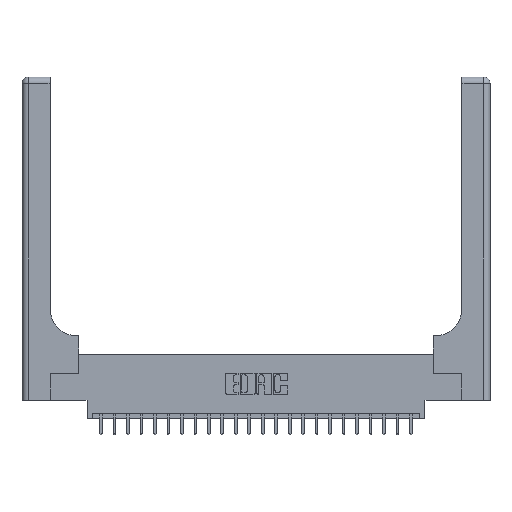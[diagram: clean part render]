
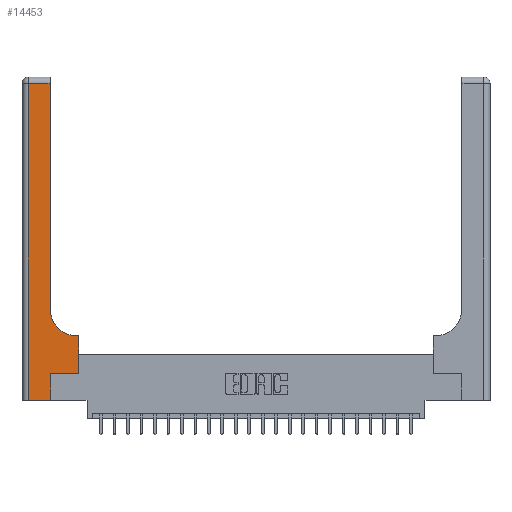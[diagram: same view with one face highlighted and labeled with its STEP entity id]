
A CAD part, top view. The second image highlights one B-rep face of the part: STEP entity #14453.
In plain terms, the highlighted planar face has unit normal (0, 0, 1).
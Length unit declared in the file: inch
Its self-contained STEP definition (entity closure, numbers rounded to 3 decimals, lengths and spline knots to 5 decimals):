
#74 = VERTEX_POINT ( 'NONE', #19683 ) ;
#118 = VECTOR ( 'NONE', #16163, 39.37008 ) ;
#183 = VERTEX_POINT ( 'NONE', #15846 ) ;
#281 = ORIENTED_EDGE ( 'NONE', *, *, #2016, .T. ) ;
#459 = CARTESIAN_POINT ( 'NONE',  ( 0.51, 0.6, 0.37 ) ) ;
#982 = LINE ( 'NONE', #6485, #15097 ) ;
#1593 = CARTESIAN_POINT ( 'NONE',  ( 0.26, 2.94, 0.37 ) ) ;
#2016 = EDGE_CURVE ( 'NONE', #19109, #9488, #2127, .T. ) ;
#2127 = LINE ( 'NONE', #10716, #11364 ) ;
#2356 = EDGE_CURVE ( 'NONE', #18256, #18124, #982, .T. ) ;
#2478 = AXIS2_PLACEMENT_3D ( 'NONE', #15434, #4457, #17200 ) ;
#2707 = LINE ( 'NONE', #5562, #16179 ) ;
#3096 = ORIENTED_EDGE ( 'NONE', *, *, #7636, .T. ) ;
#3403 = DIRECTION ( 'NONE',  ( 0., 1., 0. ) ) ;
#4111 = EDGE_LOOP ( 'NONE', ( #281, #13547, #4703, #7250, #5153, #14629, #14401, #3096, #8087 ) ) ;
#4229 = EDGE_CURVE ( 'NONE', #5389, #74, #13578, .T. ) ;
#4457 = DIRECTION ( 'NONE',  ( 0., 0., -1. ) ) ;
#4703 = ORIENTED_EDGE ( 'NONE', *, *, #11592, .T. ) ;
#4860 = VECTOR ( 'NONE', #9008, 39.37008 ) ;
#5153 = ORIENTED_EDGE ( 'NONE', *, *, #10205, .T. ) ;
#5167 = DIRECTION ( 'NONE',  ( 0., 1., 0. ) ) ;
#5389 = VERTEX_POINT ( 'NONE', #18446 ) ;
#5510 = VERTEX_POINT ( 'NONE', #459 ) ;
#5562 = CARTESIAN_POINT ( 'NONE',  ( 0., 2.94, 0.37 ) ) ;
#5654 = LINE ( 'NONE', #23222, #118 ) ;
#5957 = DIRECTION ( 'NONE',  ( 1., 0., 0. ) ) ;
#6008 = CARTESIAN_POINT ( 'NONE',  ( 0.265, 0., 0.37 ) ) ;
#6485 = CARTESIAN_POINT ( 'NONE',  ( 0., 0., 0.37 ) ) ;
#6756 = AXIS2_PLACEMENT_3D ( 'NONE', #20902, #10137, #22645 ) ;
#7200 = CARTESIAN_POINT ( 'NONE',  ( 0.06, 3., 0.37 ) ) ;
#7250 = ORIENTED_EDGE ( 'NONE', *, *, #2356, .T. ) ;
#7417 = DIRECTION ( 'NONE',  ( -1., 0., 0. ) ) ;
#7636 = EDGE_CURVE ( 'NONE', #183, #5510, #8066, .T. ) ;
#7856 = VECTOR ( 'NONE', #5167, 39.37008 ) ;
#8066 = LINE ( 'NONE', #14708, #21844 ) ;
#8087 = ORIENTED_EDGE ( 'NONE', *, *, #9113, .T. ) ;
#8171 = CARTESIAN_POINT ( 'NONE',  ( 0.26, 0.85, 0.37 ) ) ;
#8236 = CARTESIAN_POINT ( 'NONE',  ( 0.06, 0., 0.37 ) ) ;
#8299 = DIRECTION ( 'NONE',  ( 1., 0., 0. ) ) ;
#9008 = DIRECTION ( 'NONE',  ( 0., -1., 0. ) ) ;
#9113 = EDGE_CURVE ( 'NONE', #5510, #19109, #21775, .T. ) ;
#9488 = VERTEX_POINT ( 'NONE', #1593 ) ;
#9548 = VERTEX_POINT ( 'NONE', #22055 ) ;
#10137 = DIRECTION ( 'NONE',  ( 0., 0., -1. ) ) ;
#10205 = EDGE_CURVE ( 'NONE', #18124, #5389, #5654, .T. ) ;
#10606 = CARTESIAN_POINT ( 'NONE',  ( 0.528, 0.25, 0.37 ) ) ;
#10716 = CARTESIAN_POINT ( 'NONE',  ( 0.26, 3., 0.37 ) ) ;
#11364 = VECTOR ( 'NONE', #3403, 39.37008 ) ;
#11592 = EDGE_CURVE ( 'NONE', #9548, #18256, #14625, .T. ) ;
#11897 = PLANE ( 'NONE',  #6756 ) ;
#13547 = ORIENTED_EDGE ( 'NONE', *, *, #15259, .T. ) ;
#13578 = LINE ( 'NONE', #15071, #17224 ) ;
#14401 = ORIENTED_EDGE ( 'NONE', *, *, #16747, .T. ) ;
#14453 = ADVANCED_FACE ( 'NONE', ( #17032 ), #11897, .F. ) ;
#14625 = LINE ( 'NONE', #7200, #4860 ) ;
#14629 = ORIENTED_EDGE ( 'NONE', *, *, #4229, .T. ) ;
#14708 = CARTESIAN_POINT ( 'NONE',  ( 0.26, 0.6, 0.37 ) ) ;
#15071 = CARTESIAN_POINT ( 'NONE',  ( 0.265, 0.25, 0.37 ) ) ;
#15097 = VECTOR ( 'NONE', #8299, 39.37008 ) ;
#15259 = EDGE_CURVE ( 'NONE', #9488, #9548, #2707, .T. ) ;
#15434 = CARTESIAN_POINT ( 'NONE',  ( 0.51, 0.85, 0.37 ) ) ;
#15846 = CARTESIAN_POINT ( 'NONE',  ( 0.528, 0.6, 0.37 ) ) ;
#16163 = DIRECTION ( 'NONE',  ( 0., 1., 0. ) ) ;
#16179 = VECTOR ( 'NONE', #7417, 39.37008 ) ;
#16426 = DIRECTION ( 'NONE',  ( -1., 0., 0. ) ) ;
#16747 = EDGE_CURVE ( 'NONE', #74, #183, #17491, .T. ) ;
#17032 = FACE_OUTER_BOUND ( 'NONE', #4111, .T. ) ;
#17200 = DIRECTION ( 'NONE',  ( 1., 0., 0. ) ) ;
#17224 = VECTOR ( 'NONE', #5957, 39.37008 ) ;
#17491 = LINE ( 'NONE', #10606, #7856 ) ;
#18124 = VERTEX_POINT ( 'NONE', #6008 ) ;
#18256 = VERTEX_POINT ( 'NONE', #8236 ) ;
#18446 = CARTESIAN_POINT ( 'NONE',  ( 0.265, 0.25, 0.37 ) ) ;
#19109 = VERTEX_POINT ( 'NONE', #8171 ) ;
#19683 = CARTESIAN_POINT ( 'NONE',  ( 0.528, 0.25, 0.37 ) ) ;
#20902 = CARTESIAN_POINT ( 'NONE',  ( 0., 3., 0.37 ) ) ;
#21775 = CIRCLE ( 'NONE', #2478, 0.25 ) ;
#21844 = VECTOR ( 'NONE', #16426, 39.37008 ) ;
#22055 = CARTESIAN_POINT ( 'NONE',  ( 0.06, 2.94, 0.37 ) ) ;
#22645 = DIRECTION ( 'NONE',  ( -1., 0., 0. ) ) ;
#23222 = CARTESIAN_POINT ( 'NONE',  ( 0.265, 0., 0.37 ) ) ;
